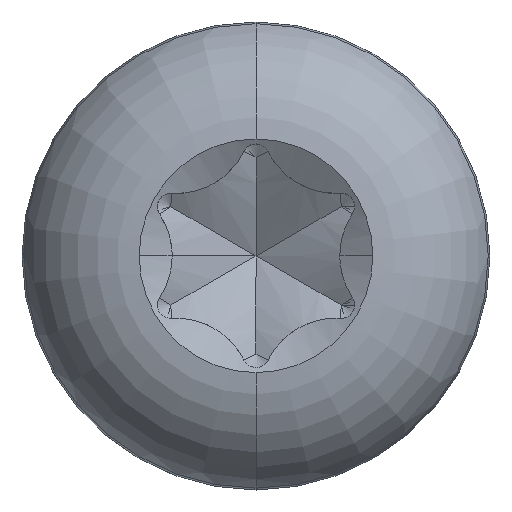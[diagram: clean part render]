
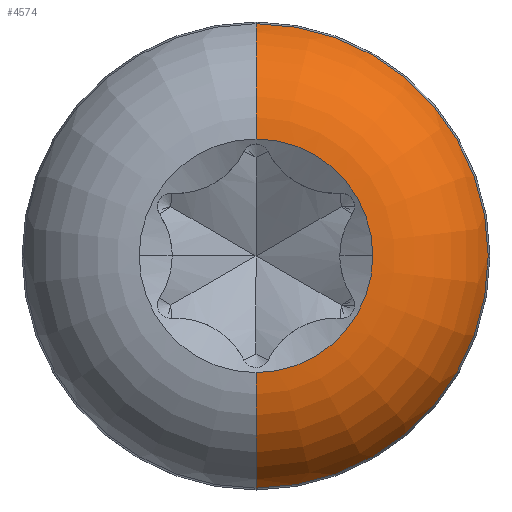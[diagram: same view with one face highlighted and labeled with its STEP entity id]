
A CAD part, top view. The second image highlights one B-rep face of the part: STEP entity #4574.
In plain terms, the highlighted toroidal (fillet/blend) face has major radius 1.195 mm and minor radius 1.353 mm.
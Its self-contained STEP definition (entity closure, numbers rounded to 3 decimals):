
#138 = ORIENTED_EDGE ( 'NONE', *, *, #5008, .T. ) ;
#232 = DIRECTION ( 'NONE',  ( 0., 1., 0. ) ) ;
#463 = EDGE_CURVE ( 'NONE', #2292, #1316, #1667, .T. ) ;
#494 = DIRECTION ( 'NONE',  ( -1., 0., 0. ) ) ;
#535 = AXIS2_PLACEMENT_3D ( 'NONE', #2814, #3391, #6636 ) ;
#625 = FACE_OUTER_BOUND ( 'NONE', #2094, .T. ) ;
#898 = DIRECTION ( 'NONE',  ( -1., 0., 0. ) ) ;
#948 = AXIS2_PLACEMENT_3D ( 'NONE', #5307, #1938, #232 ) ;
#979 = AXIS2_PLACEMENT_3D ( 'NONE', #2078, #4841, #898 ) ;
#1274 = CARTESIAN_POINT ( 'NONE',  ( 0., 2.481, 11.168 ) ) ;
#1316 = VERTEX_POINT ( 'NONE', #5666 ) ;
#1329 = DIRECTION ( 'NONE',  ( 0., -1., 0. ) ) ;
#1450 = AXIS2_PLACEMENT_3D ( 'NONE', #4061, #3537, #1329 ) ;
#1667 = CIRCLE ( 'NONE', #979, 1.248 ) ;
#1938 = DIRECTION ( 'NONE',  ( 1., 0., 0. ) ) ;
#2078 = CARTESIAN_POINT ( 'NONE',  ( 0., 0., 12.099 ) ) ;
#2094 = EDGE_LOOP ( 'NONE', ( #4425, #138, #4041, #3765, #2761 ) ) ;
#2292 = VERTEX_POINT ( 'NONE', #3529 ) ;
#2541 = TOROIDAL_SURFACE ( 'NONE', #1450, 1.195, 1.353 ) ;
#2761 = ORIENTED_EDGE ( 'NONE', *, *, #5181, .F. ) ;
#2799 = CIRCLE ( 'NONE', #3286, 1.353 ) ;
#2814 = CARTESIAN_POINT ( 'NONE',  ( 0., 0., 11.168 ) ) ;
#2827 = VERTEX_POINT ( 'NONE', #1274 ) ;
#2920 = DIRECTION ( 'NONE',  ( 0., 0., 1. ) ) ;
#3095 = CIRCLE ( 'NONE', #4891, 1.248 ) ;
#3286 = AXIS2_PLACEMENT_3D ( 'NONE', #3303, #494, #5566 ) ;
#3303 = CARTESIAN_POINT ( 'NONE',  ( 0., -1.195, 10.747 ) ) ;
#3391 = DIRECTION ( 'NONE',  ( 0., 0., 1. ) ) ;
#3529 = CARTESIAN_POINT ( 'NONE',  ( 0., -1.248, 12.099 ) ) ;
#3537 = DIRECTION ( 'NONE',  ( 0., 0., 1. ) ) ;
#3765 = ORIENTED_EDGE ( 'NONE', *, *, #463, .F. ) ;
#3924 = CARTESIAN_POINT ( 'NONE',  ( 0., -2.481, 11.168 ) ) ;
#4041 = ORIENTED_EDGE ( 'NONE', *, *, #7229, .F. ) ;
#4061 = CARTESIAN_POINT ( 'NONE',  ( 0., 0., 10.747 ) ) ;
#4069 = DIRECTION ( 'NONE',  ( -1., 0., 0. ) ) ;
#4425 = ORIENTED_EDGE ( 'NONE', *, *, #6538, .T. ) ;
#4574 = ADVANCED_FACE ( 'NONE', ( #625 ), #2541, .T. ) ;
#4581 = CARTESIAN_POINT ( 'NONE',  ( 0., 0., 12.099 ) ) ;
#4841 = DIRECTION ( 'NONE',  ( 0., 0., 1. ) ) ;
#4891 = AXIS2_PLACEMENT_3D ( 'NONE', #4581, #2920, #4069 ) ;
#5008 = EDGE_CURVE ( 'NONE', #2827, #6153, #6839, .T. ) ;
#5181 = EDGE_CURVE ( 'NONE', #5958, #2292, #2799, .T. ) ;
#5307 = CARTESIAN_POINT ( 'NONE',  ( 0., 1.195, 10.747 ) ) ;
#5566 = DIRECTION ( 'NONE',  ( 0., 0., 1. ) ) ;
#5666 = CARTESIAN_POINT ( 'NONE',  ( 1.248, 0., 12.099 ) ) ;
#5958 = VERTEX_POINT ( 'NONE', #3924 ) ;
#6153 = VERTEX_POINT ( 'NONE', #6185 ) ;
#6185 = CARTESIAN_POINT ( 'NONE',  ( 0., 1.248, 12.099 ) ) ;
#6254 = CIRCLE ( 'NONE', #535, 2.481 ) ;
#6538 = EDGE_CURVE ( 'NONE', #5958, #2827, #6254, .T. ) ;
#6636 = DIRECTION ( 'NONE',  ( 0., -1., 0. ) ) ;
#6839 = CIRCLE ( 'NONE', #948, 1.353 ) ;
#7229 = EDGE_CURVE ( 'NONE', #1316, #6153, #3095, .T. ) ;
